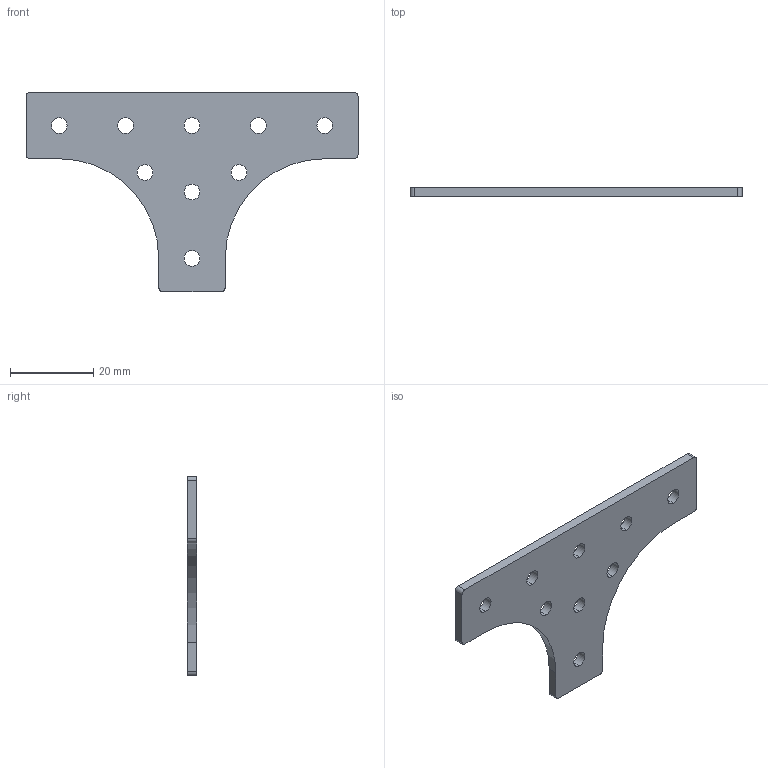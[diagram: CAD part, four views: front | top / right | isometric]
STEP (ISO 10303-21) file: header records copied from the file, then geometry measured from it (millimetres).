
FILE_DESCRIPTION (( 'STEP AP214' ), '1' );
FILE_NAME ('am-3598 Tee Gusset (S3 Tube) REV2.STEP', '2018-05-16T19:58:49', ( '' ), ( '' ), 'SwSTEP 2.0', 'SolidWorks 2017', '' );
FILE_SCHEMA (( 'AUTOMOTIVE_DESIGN' ));
Length unit declared in the file: millimetre
Products named in the file (1): am-3598 Tee Gusset (S3 Tube) REV2
Bounding box: 80 x 2.29 x 48 mm (x, y, z)
Volume: 4424.2 mm3; surface area: 4649.1 mm2
Topology: 1 solids, 1 shells, 36 faces, 102 edges, 68 vertices
Faces by surface type: cylinder 26, plane 10
Entity records: 1268 total; most frequent: DIRECTION 228, CARTESIAN_POINT 207, ORIENTED_EDGE 204, EDGE_CURVE 102, AXIS2_PLACEMENT_3D 89, VERTEX_POINT 68, EDGE_LOOP 54, CIRCLE 52
